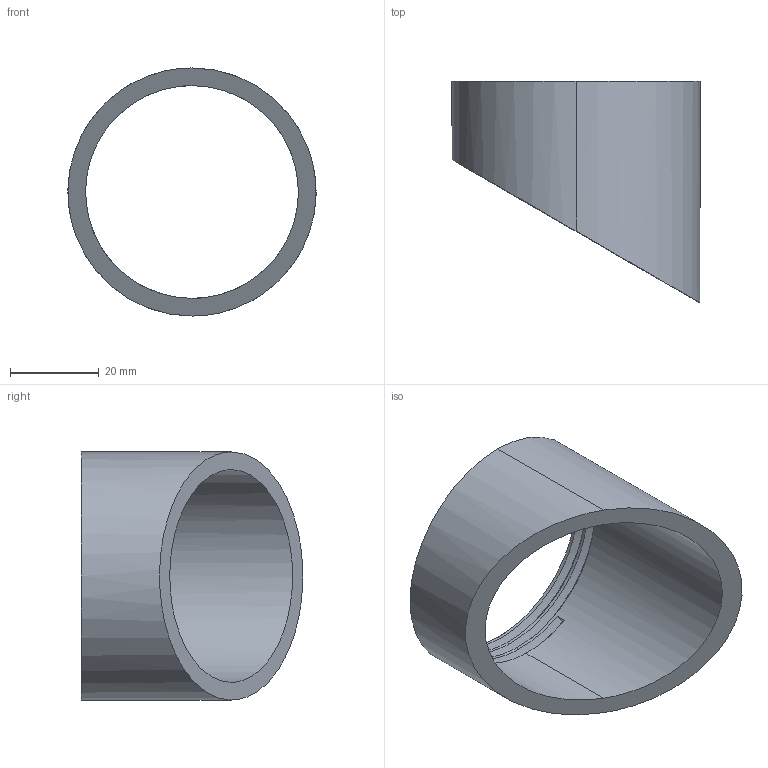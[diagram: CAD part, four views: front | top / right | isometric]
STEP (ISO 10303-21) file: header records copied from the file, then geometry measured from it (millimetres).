
FILE_DESCRIPTION (( 'STEP AP203' ), '1' );
FILE_NAME ('Vacuum mouth 02.STEP', '2024-10-16T10:34:23', ( '' ), ( '' ), 'SwSTEP 2.0', 'SolidWorks 2024', '' );
FILE_SCHEMA (( 'CONFIG_CONTROL_DESIGN' ));
Length unit declared in the file: millimetre
Products named in the file (1): Vacuum mouth 02
Bounding box: 56 x 49.98 x 56 mm (x, y, z)
Volume: 21215.9 mm3; surface area: 13182.6 mm2
Topology: 1 solids, 1 shells, 15 faces, 39 edges, 26 vertices
Faces by surface type: cylinder 9, plane 3, bspline 3
Entity records: 1234 total; most frequent: CARTESIAN_POINT 867, ORIENTED_EDGE 78, DIRECTION 40, EDGE_CURVE 39, VERTEX_POINT 26, EDGE_LOOP 17, AXIS2_PLACEMENT_3D 15, FACE_OUTER_BOUND 15
